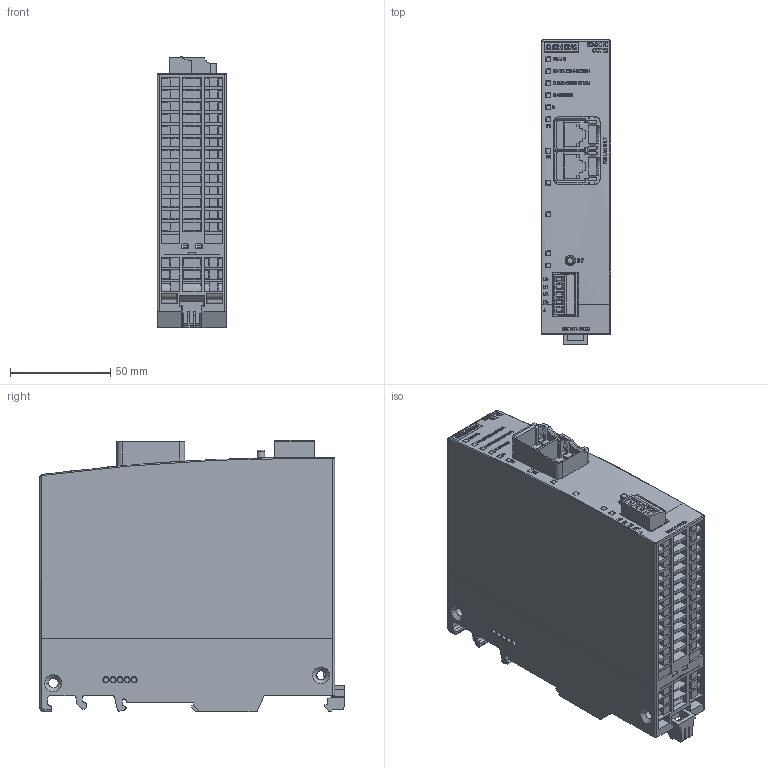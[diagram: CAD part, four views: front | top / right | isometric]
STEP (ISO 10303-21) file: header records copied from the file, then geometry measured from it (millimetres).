
FILE_DESCRIPTION (( 'STEP AP214' ), '1' );
FILE_NAME ('6GK14111AC00_001_STEP.STEP', '2019-03-04T14:39:33', ( '' ), ( '' ), 'SwSTEP 2.0', 'SolidWorks 2017', '' );
FILE_SCHEMA (( 'AUTOMOTIVE_DESIGN' ));
Length unit declared in the file: millimetre
Products named in the file (6): Stecker; Body; 6GK14111AC00_001_STEP; Beschriftung; Plug; Adapter
Assembly tree (5 placements, depth 2):
  6GK14111AC00_001_STEP
    Body
    Stecker
    Plug
    Adapter
    Beschriftung
Bounding box: 34.9 x 151.79 x 135.44 mm (x, y, z)
Volume: 586238.8 mm3; surface area: 83548.2 mm2
Topology: 4 solids, 108 shells, 2235 faces, 6970 edges, 4955 vertices
Faces by surface type: plane 1714, cylinder 434, cone 54, torus 18, sphere 8, bspline 7
Entity records: 102670 total; most frequent: CARTESIAN_POINT 19168, ORIENTED_EDGE 12927, DIRECTION 11648, EDGE_CURVE 6962, LINE 5294, VECTOR 5294, VERTEX_POINT 4955, AXIS2_PLACEMENT_3D 3177
